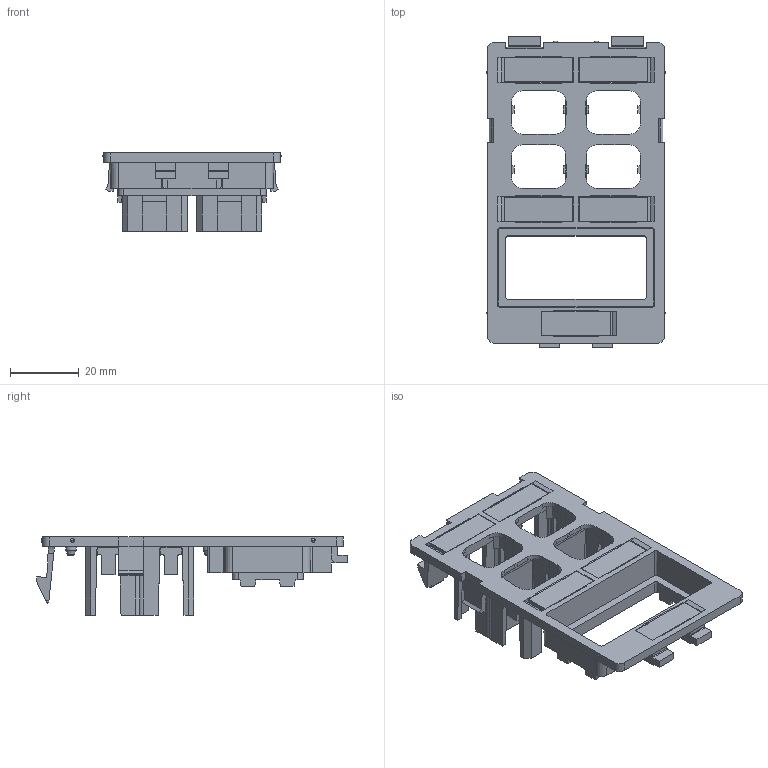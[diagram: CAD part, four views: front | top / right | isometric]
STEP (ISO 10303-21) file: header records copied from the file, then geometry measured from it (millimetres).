
FILE_DESCRIPTION(('CATIA V5 STEP Exchange','CAx-IF Rec.Pracs.--- Model Styling and Organization---1.5--- 2016-08-15','CAx-IF Rec.Pracs.---Supplemental Geometry---1.0---2011-11-01','CAx-IF Rec.Pracs.--- Composite Materials ---1.1---2010-07-15'),'2;1');
FILE_NAME ('013598-3_3', '2025-01-28T05:56:48+00:00', ('none'), ('Weidmueller'), 'CATIA Version 5-6 Release 2022 SP4 HF5', 'CATIA V5 STEP AP214 v3', 'none');
FILE_SCHEMA(('AUTOMOTIVE_DESIGN { 1 0 10303 214 1 1 1 1 }'));
Length unit declared in the file: millimetre
Products named in the file (1): 1450640000
Bounding box: 51.9 x 90.5 x 22.8 mm (x, y, z)
Volume: 14013.5 mm3; surface area: 21133 mm2
Topology: 1 solids, 1 shells, 1124 faces, 3262 edges, 2140 vertices
Faces by surface type: plane 786, cylinder 170, cone 108, torus 30, bspline 16, sphere 12, extrusion 2
Entity records: 36685 total; most frequent: CARTESIAN_POINT 8263, ORIENTED_EDGE 6500, DIRECTION 4310, EDGE_CURVE 3250, VECTOR 2441, LINE 2439, VERTEX_POINT 2140, EDGE_LOOP 1176
